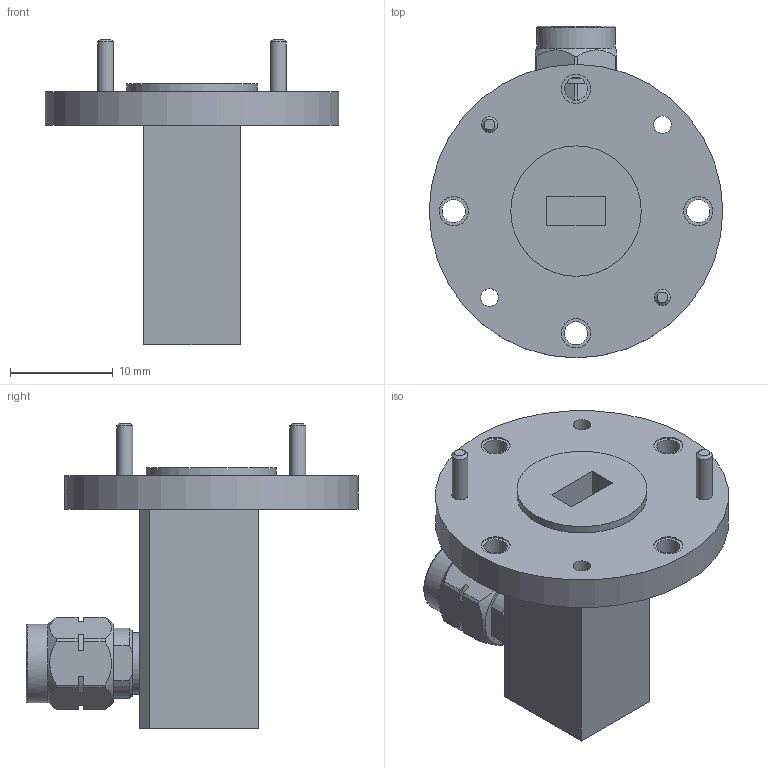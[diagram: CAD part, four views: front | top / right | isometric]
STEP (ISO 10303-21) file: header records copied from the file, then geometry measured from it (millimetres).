
FILE_DESCRIPTION (( 'STEP AP203' ), '1' );
FILE_NAME ('PE-W22CA002_3D.step', '2020-06-11T22:24:24', ( '' ), ( '' ), 'SwSTEP 2.0', 'SolidWorks 2018', '' );
FILE_SCHEMA (( 'CONFIG_CONTROL_DESIGN' ));
Length unit declared in the file: inch
Products named in the file (1): PE-W22CA002_3D
Bounding box: 28.57 x 32.32 x 29.72 mm (x, y, z)
Volume: 4490.8 mm3; surface area: 3511.2 mm2
Topology: 1 solids, 1 shells, 121 faces, 286 edges, 191 vertices
Faces by surface type: plane 56, cylinder 52, cone 9, bspline 3, torus 1
Full cylindrical faces by diameter (mm): 0.533 x1, 0.94 x1, 1.562 x4, 1.702 x2, 1.85 x1, 2.261 x4, 2.845 x8, 4.572 x1, 5.963 x1, 6.979 x1, 7 x4, 7.641 x1, 12.7 x1, 28.575 x1
Entity records: 4347 total; most frequent: CARTESIAN_POINT 1709, DIRECTION 538, ORIENTED_EDGE 462, EDGE_CURVE 231, AXIS2_PLACEMENT_3D 220, EDGE_LOOP 187, VERTEX_POINT 174, FACE_OUTER_BOUND 146
